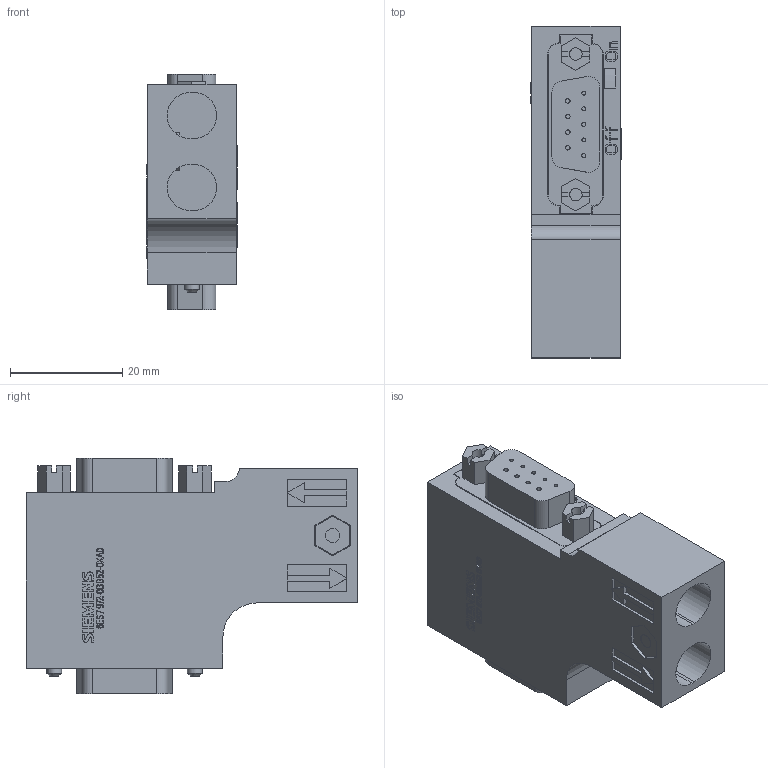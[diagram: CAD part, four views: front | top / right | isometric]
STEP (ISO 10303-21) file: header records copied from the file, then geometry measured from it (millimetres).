
FILE_DESCRIPTION(/* description */ (''),/* implementation_level */ '2;1');
FILE_NAME(/* name */ '6ES7972-0BB52-0XA0_3d.stp',/* time_stamp */ '2024-07-17T14:15:10+02:00',/* author */ (''),/* organization */ (''),/* preprocessor_version */ 'ST-DEVELOPER v18.102',/* originating_system */ 'SIEMENS PLM Software NX 2023',/* authorisation */ '');
FILE_SCHEMA (('AUTOMOTIVE_DESIGN { 1 0 10303 214 3 1 1 1 }'));
Length unit declared in the file: millimetre
Products named in the file (3): A5E30209077A_RS-AA_002_1-labeling; A5E30204352A_RS-AA_002_1-box; A5E30204379A_RS-AA_002_3-CAx_6ES79720BB520XA0
Assembly tree (2 placements, depth 2):
  A5E30204379A_RS-AA_002_3-CAx_6ES79720BB520XA0
    A5E30204352A_RS-AA_002_1-box
    A5E30209077A_RS-AA_002_1-labeling
Bounding box: 16.05 x 59 x 41.8 mm (x, y, z)
Volume: 25741.2 mm3; surface area: 9924.4 mm2
Topology: 26 solids, 27 shells, 1164 faces, 3098 edges, 2063 vertices
Faces by surface type: plane 1024, cylinder 92, extrusion 46, cone 2
Full cylindrical faces by diameter (mm): 0.7 x10, 0.8 x8, 2.22 x2, 2.5 x2, 2.62 x3, 2.65 x1, 5.462 x1, 6.3 x1
Entity records: 47563 total; most frequent: CARTESIAN_POINT 10345, ORIENTED_EDGE 6096, DIRECTION 5445, EDGE_CURVE 3048, VECTOR 2801, LINE 2755, VERTEX_POINT 2044, AXIS2_PLACEMENT_3D 1322
